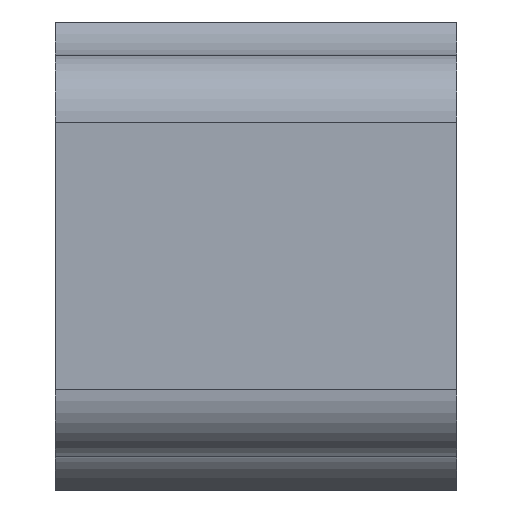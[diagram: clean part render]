
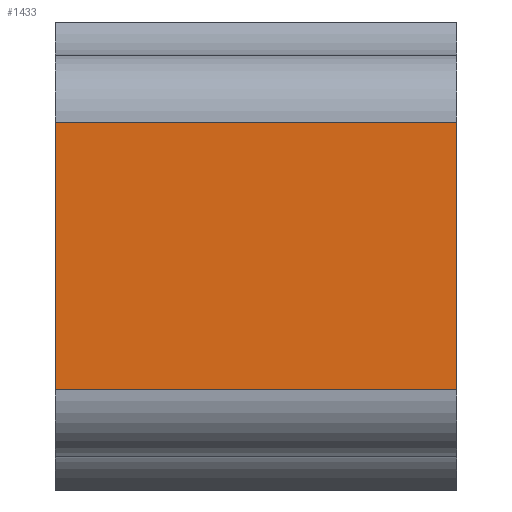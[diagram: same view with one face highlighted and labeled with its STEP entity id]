
A CAD part, left-side view. The second image highlights one B-rep face of the part: STEP entity #1433.
In plain terms, the highlighted planar face has unit normal (-1, 0, 0).
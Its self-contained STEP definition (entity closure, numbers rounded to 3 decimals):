
#10=DIRECTION('',(0.,0.,1.));
#11=VECTOR('',#10,80.);
#12=CARTESIAN_POINT('',(-610.,0.,-40.));
#13=LINE('',#12,#11);
#261=DIRECTION('',(0.,1.,0.));
#262=VECTOR('',#261,120.);
#263=CARTESIAN_POINT('',(-610.,0.,40.));
#264=LINE('',#263,#262);
#265=DIRECTION('',(0.,1.,0.));
#266=VECTOR('',#265,120.);
#267=CARTESIAN_POINT('',(-610.,0.,-40.));
#268=LINE('',#267,#266);
#336=DIRECTION('',(0.,0.,1.));
#337=VECTOR('',#336,80.);
#338=CARTESIAN_POINT('',(-610.,120.,-40.));
#339=LINE('',#338,#337);
#869=CARTESIAN_POINT('',(-610.,0.,-40.));
#870=VERTEX_POINT('',#869);
#871=CARTESIAN_POINT('',(-610.,0.,40.));
#872=VERTEX_POINT('',#871);
#901=CARTESIAN_POINT('',(-610.,120.,-40.));
#902=VERTEX_POINT('',#901);
#903=CARTESIAN_POINT('',(-610.,120.,40.));
#904=VERTEX_POINT('',#903);
#1420=CARTESIAN_POINT('',(-610.,0.,-40.));
#1421=DIRECTION('',(-1.,0.,0.));
#1422=DIRECTION('',(0.,0.,1.));
#1423=AXIS2_PLACEMENT_3D('',#1420,#1421,#1422);
#1424=PLANE('',#1423);
#1425=ORIENTED_EDGE('',*,*,#1114,.F.);
#1427=ORIENTED_EDGE('',*,*,#1426,.T.);
#1429=ORIENTED_EDGE('',*,*,#1428,.T.);
#1430=ORIENTED_EDGE('',*,*,#1412,.F.);
#1431=EDGE_LOOP('',(#1425,#1427,#1429,#1430));
#1432=FACE_OUTER_BOUND('',#1431,.F.);
#1433=ADVANCED_FACE('',(#1432),#1424,.T.);
#1114=EDGE_CURVE('',#870,#872,#13,.T.);
#1412=EDGE_CURVE('',#872,#904,#264,.T.);
#1426=EDGE_CURVE('',#870,#902,#268,.T.);
#1428=EDGE_CURVE('',#902,#904,#339,.T.);
